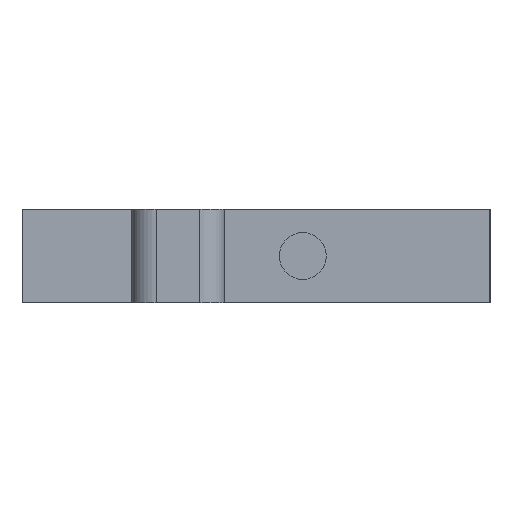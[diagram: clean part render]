
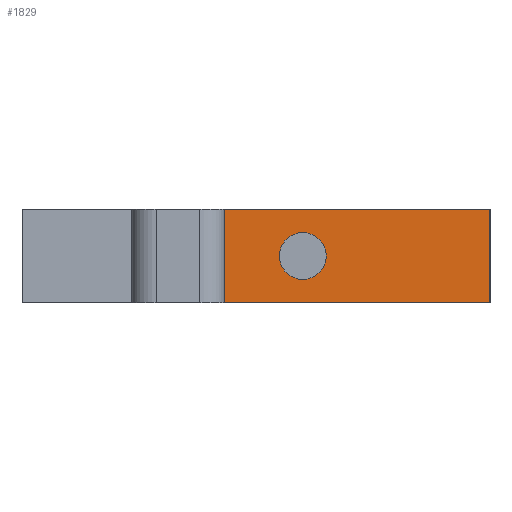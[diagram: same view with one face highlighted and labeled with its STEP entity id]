
A CAD part, left-side view. The second image highlights one B-rep face of the part: STEP entity #1829.
In plain terms, the highlighted planar face has unit normal (-1, 0, 0).
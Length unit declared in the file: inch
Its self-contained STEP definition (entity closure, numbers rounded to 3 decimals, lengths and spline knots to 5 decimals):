
#17=FACE_BOUND('',#230,.T.);
#60=PLANE('',#1993);
#135=FACE_OUTER_BOUND('',#229,.T.);
#229=EDGE_LOOP('',(#1389,#1390,#1391,#1392));
#230=EDGE_LOOP('',(#1393));
#383=LINE('',#2910,#561);
#384=LINE('',#2913,#562);
#385=LINE('',#2915,#563);
#386=LINE('',#2916,#564);
#561=VECTOR('',#2371,0.3937);
#562=VECTOR('',#2374,0.3937);
#563=VECTOR('',#2375,0.3937);
#564=VECTOR('',#2376,0.3937);
#653=CIRCLE('',#1888,0.09375);
#745=VERTEX_POINT('',#2621);
#841=VERTEX_POINT('',#2906);
#842=VERTEX_POINT('',#2908);
#843=VERTEX_POINT('',#2912);
#844=VERTEX_POINT('',#2914);
#925=EDGE_CURVE('',#745,#745,#653,.T.);
#1069=EDGE_CURVE('',#841,#842,#383,.T.);
#1070=EDGE_CURVE('',#843,#841,#384,.T.);
#1071=EDGE_CURVE('',#844,#842,#385,.T.);
#1072=EDGE_CURVE('',#843,#844,#386,.T.);
#1389=ORIENTED_EDGE('',*,*,#1070,.T.);
#1390=ORIENTED_EDGE('',*,*,#1069,.T.);
#1391=ORIENTED_EDGE('',*,*,#1071,.F.);
#1392=ORIENTED_EDGE('',*,*,#1072,.F.);
#1393=ORIENTED_EDGE('',*,*,#925,.T.);
#1829=ADVANCED_FACE('',(#135,#17),#60,.T.);
#1888=AXIS2_PLACEMENT_3D('',#2622,#2075,#2076);
#1993=AXIS2_PLACEMENT_3D('',#2911,#2372,#2373);
#2075=DIRECTION('center_axis',(1.,0.,0.));
#2076=DIRECTION('ref_axis',(0.,1.,0.));
#2371=DIRECTION('',(0.,0.,1.));
#2372=DIRECTION('center_axis',(-1.,0.,0.));
#2373=DIRECTION('ref_axis',(0.,-1.,0.));
#2374=DIRECTION('',(0.,-1.,0.));
#2375=DIRECTION('',(0.,-1.,0.));
#2376=DIRECTION('',(0.,0.,1.));
#2621=CARTESIAN_POINT('',(0.,0.65625,0.1875));
#2622=CARTESIAN_POINT('Origin',(0.,0.75,0.1875));
#2906=CARTESIAN_POINT('',(0.,0.,0.));
#2908=CARTESIAN_POINT('',(0.,0.,0.375));
#2910=CARTESIAN_POINT('',(0.,0.,0.));
#2911=CARTESIAN_POINT('Origin',(0.,1.0625,0.));
#2912=CARTESIAN_POINT('',(0.,1.0625,0.));
#2913=CARTESIAN_POINT('',(0.,1.0625,0.));
#2914=CARTESIAN_POINT('',(0.,1.0625,0.375));
#2915=CARTESIAN_POINT('',(0.,1.0625,0.375));
#2916=CARTESIAN_POINT('',(0.,1.0625,0.));
